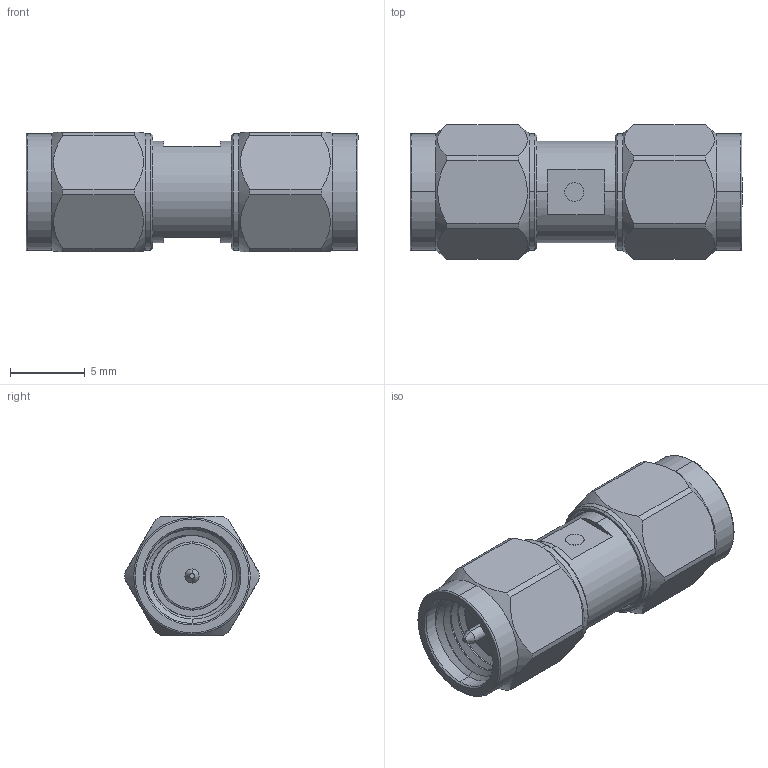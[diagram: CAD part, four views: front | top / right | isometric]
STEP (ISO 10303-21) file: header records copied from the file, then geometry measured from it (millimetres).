
FILE_DESCRIPTION (( 'STEP AP214' ), '1' );
FILE_NAME ('SM4960_3D.step', '2025-07-03T19:16:31', ( '' ), ( '' ), 'SwSTEP 2.0', 'SolidWorks 2022', '' );
FILE_SCHEMA (( 'AUTOMOTIVE_DESIGN' ));
Length unit declared in the file: inch
Products named in the file (1): SM4960_3D
Bounding box: 22.23 x 9.02 x 8 mm (x, y, z)
Volume: 878.4 mm3; surface area: 1038.1 mm2
Topology: 1 solids, 1 shells, 142 faces, 340 edges, 212 vertices
Faces by surface type: cylinder 62, cone 34, plane 32, torus 8, bspline 6
Entity records: 7166 total; most frequent: CARTESIAN_POINT 3941, ORIENTED_EDGE 680, DIRECTION 668, EDGE_CURVE 340, AXIS2_PLACEMENT_3D 277, VERTEX_POINT 212, EDGE_LOOP 154, FACE_OUTER_BOUND 142
